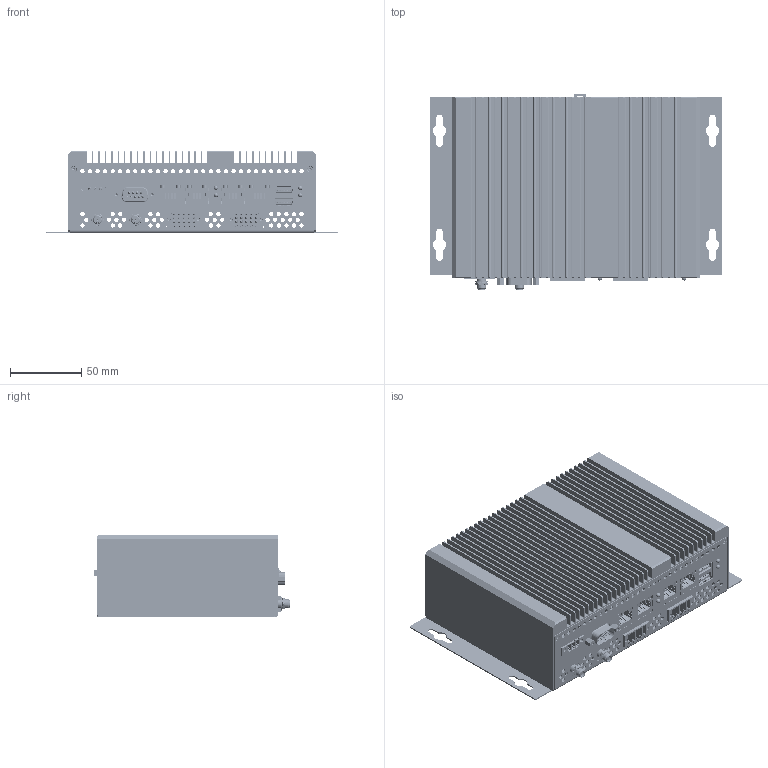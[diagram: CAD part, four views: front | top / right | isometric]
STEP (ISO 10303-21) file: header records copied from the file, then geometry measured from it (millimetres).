
FILE_DESCRIPTION(/* description */ (''),/* implementation_level */ '2;1');
FILE_NAME(/* name */ 'OEM-M81.stp',/* time_stamp */ '2020-02-20T12:01:22+01:00',/* author */ ('AM'),/* organization */ (''),/* preprocessor_version */ 'ST-DEVELOPER v17.2',/* originating_system */ 'Autodesk Inventor 2019',/* authorisation */ '');
FILE_SCHEMA (('AUTOMOTIVE_DESIGN { 1 0 10303 214 3 1 1 }'));
Products named in the file (1): OEM-M81_Shrinkwrap_1
Bounding box: 205.5 x 137.84 x 58 mm (x, y, z)
Volume: 276958.4 mm3; surface area: 261904.3 mm2
Topology: 10 solids, 36 shells, 7704 faces, 21907 edges, 14409 vertices
Faces by surface type: plane 5531, cylinder 1700, cone 297, bspline 68, torus 59, sphere 49
Full cylindrical faces by diameter (mm): 0.5 x2, 0.625 x2, 0.985 x2, 1.02 x8, 1.05 x9, 1.2 x1, 1.265 x2, 1.275 x6, 1.567 x12, 1.755 x4, 2 x2, 2.156 x2, 2.2 x4, 2.283 x2, 2.325 x2, 2.459 x8, 2.6 x6, 2.7 x2, 2.845 x2, 3 x227, 3.1 x4, 3.4 x6, 3.5 x8, 3.8 x6, 4.1 x2, 4.64 x2, 5.35 x2, 5.4 x6, 5.5 x4, 6.255 x2
Entity records: 268528 total; most frequent: CARTESIAN_POINT 56430, ORIENTED_EDGE 43758, DIRECTION 40895, EDGE_CURVE 21879, LINE 16409, VECTOR 16409, VERTEX_POINT 14409, AXIS2_PLACEMENT_3D 12243
